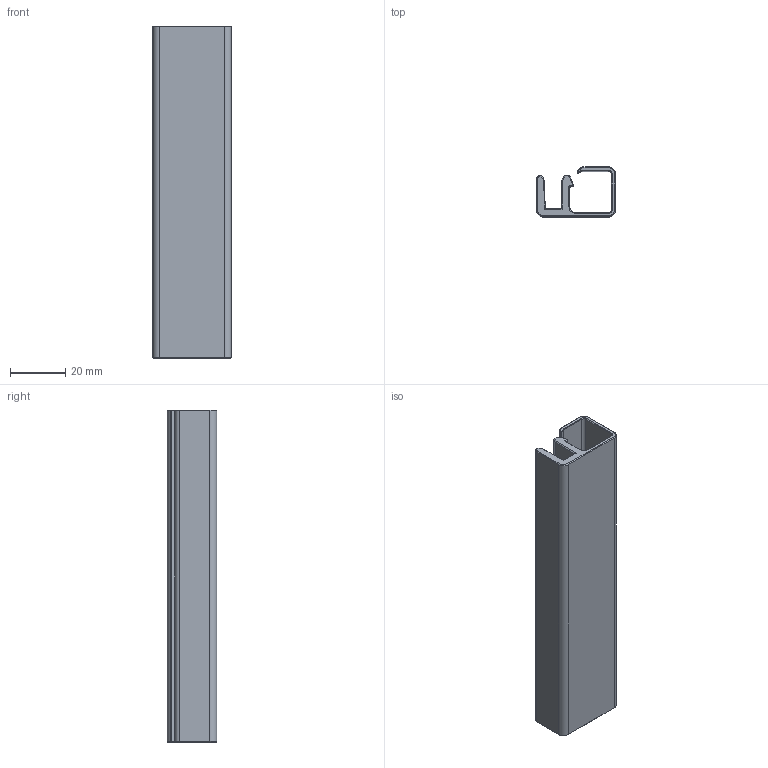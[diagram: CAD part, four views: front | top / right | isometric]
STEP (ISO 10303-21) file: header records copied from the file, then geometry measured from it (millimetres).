
FILE_DESCRIPTION(/* description */ (''),/* implementation_level */ '2;1');
FILE_NAME(/* name */ 'cable-guide-h v11.step',/* time_stamp */ '2020-07-09T23:06:37+09:00',/* author */ (''),/* organization */ (''),/* preprocessor_version */ 'ST-DEVELOPER v18.1',/* originating_system */ 'Autodesk Translation Framework v9.3.0.1241',/* authorisation */ '');
FILE_SCHEMA (('AUTOMOTIVE_DESIGN { 1 0 10303 214 3 1 1 }'));
Length unit declared in the file: millimetre
Products named in the file (1): cable-guide-h
Bounding box: 28.5 x 18 x 120 mm (x, y, z)
Volume: 20723 mm3; surface area: 19678.8 mm2
Topology: 1 solids, 1 shells, 95 faces, 217 edges, 120 vertices
Faces by surface type: plane 59, cone 24, cylinder 12
Entity records: 2576 total; most frequent: DIRECTION 449, CARTESIAN_POINT 429, ORIENTED_EDGE 426, EDGE_CURVE 213, LINE 169, VECTOR 169, AXIS2_PLACEMENT_3D 140, VERTEX_POINT 120
